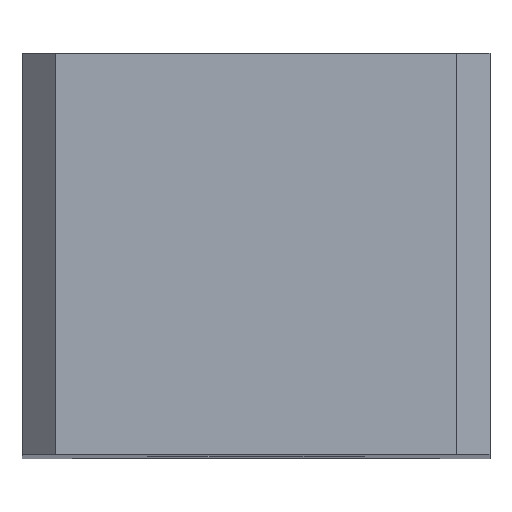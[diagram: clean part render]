
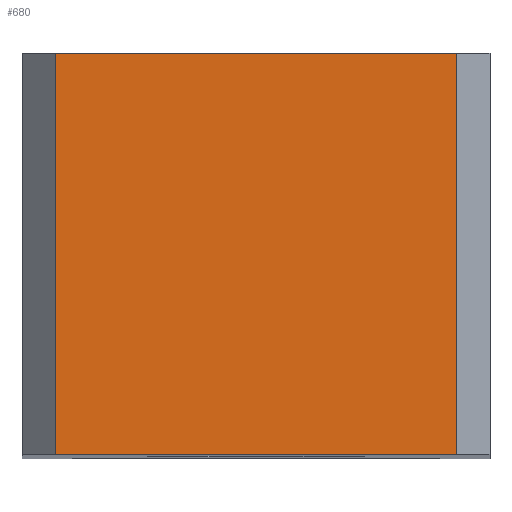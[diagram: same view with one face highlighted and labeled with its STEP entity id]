
A CAD part, top view. The second image highlights one B-rep face of the part: STEP entity #680.
In plain terms, the highlighted planar face has unit normal (0, 0, 1).
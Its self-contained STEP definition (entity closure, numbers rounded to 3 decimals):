
#172=CARTESIAN_POINT('Vertex',(13.,0.,20.)) ;
#175=CARTESIAN_POINT('Line Origine',(7.,0.,20.)) ;
#179=CARTESIAN_POINT('Vertex',(1.,0.,20.)) ;
#456=CARTESIAN_POINT('Line Origine',(7.,12.,20.)) ;
#460=CARTESIAN_POINT('Vertex',(1.,12.,20.)) ;
#462=CARTESIAN_POINT('Vertex',(13.,12.,20.)) ;
#652=CARTESIAN_POINT('Line Origine',(1.,6.,20.)) ;
#664=CARTESIAN_POINT('Axis2P3D Location',(0.,0.,20.)) ;
#669=CARTESIAN_POINT('Line Origine',(13.,6.,20.)) ;
#176=DIRECTION('Vector Direction',(1.,0.,0.)) ;
#457=DIRECTION('Vector Direction',(1.,0.,0.)) ;
#653=DIRECTION('Vector Direction',(0.,-1.,0.)) ;
#665=DIRECTION('Axis2P3D Direction',(0.,0.,-1.)) ;
#666=DIRECTION('Axis2P3D XDirection',(0.,1.,0.)) ;
#670=DIRECTION('Vector Direction',(0.,-1.,0.)) ;
#667=AXIS2_PLACEMENT_3D('Plane Axis2P3D',#664,#665,#666) ;
#675=ORIENTED_EDGE('',*,*,#656,.T.) ;
#676=ORIENTED_EDGE('',*,*,#181,.T.) ;
#677=ORIENTED_EDGE('',*,*,#673,.F.) ;
#678=ORIENTED_EDGE('',*,*,#464,.F.) ;
#177=VECTOR('Line Direction',#176,1.) ;
#458=VECTOR('Line Direction',#457,1.) ;
#654=VECTOR('Line Direction',#653,1.) ;
#671=VECTOR('Line Direction',#670,1.) ;
#680=ADVANCED_FACE('Corps principal',(#679),#668,.F.) ;
#181=EDGE_CURVE('',#180,#173,#178,.T.) ;
#464=EDGE_CURVE('',#461,#463,#459,.T.) ;
#656=EDGE_CURVE('',#461,#180,#655,.T.) ;
#673=EDGE_CURVE('',#463,#173,#672,.T.) ;
#674=EDGE_LOOP('',(#675,#676,#677,#678)) ;
#679=FACE_OUTER_BOUND('',#674,.T.) ;
#178=LINE('Line',#175,#177) ;
#459=LINE('Line',#456,#458) ;
#655=LINE('Line',#652,#654) ;
#672=LINE('Line',#669,#671) ;
#668=PLANE('Plane',#667) ;
#173=VERTEX_POINT('',#172) ;
#180=VERTEX_POINT('',#179) ;
#461=VERTEX_POINT('',#460) ;
#463=VERTEX_POINT('',#462) ;
